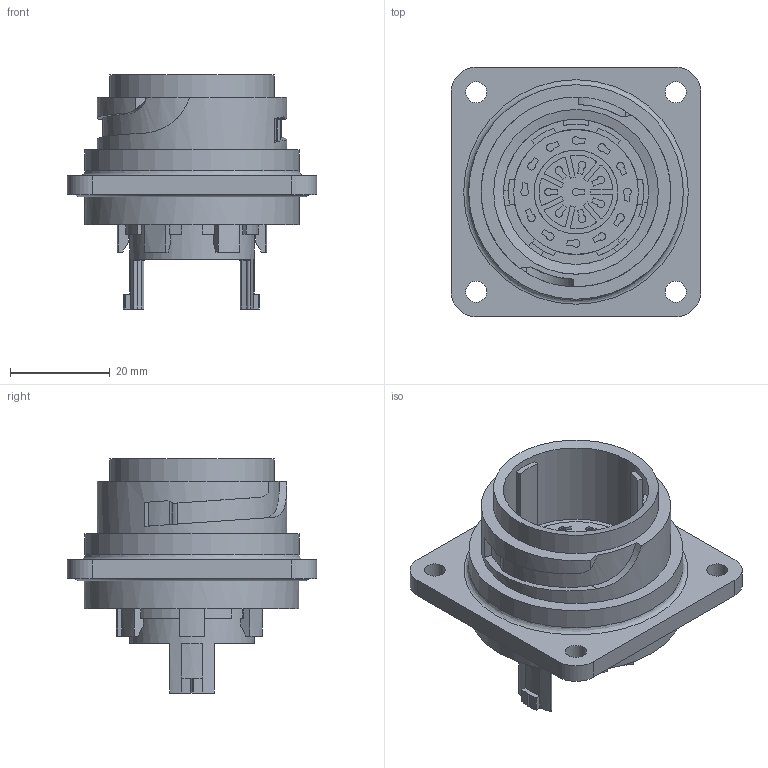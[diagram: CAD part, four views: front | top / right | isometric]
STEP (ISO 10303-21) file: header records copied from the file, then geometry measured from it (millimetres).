
FILE_DESCRIPTION(/* description */ (''),/* implementation_level */ '2;1');
FILE_NAME(/* name */ 'c016 10c019 000 2nxc001-01.stp',/* time_stamp */ '2019-06-12T15:29:47+02:00',/* author */ (''),/* organization */ (''),/* preprocessor_version */ 'ST-DEVELOPER v16.7',/* originating_system */ 'SIEMENS PLM Software NX 12.0',/* authorisation */ '');
FILE_SCHEMA (('AUTOMOTIVE_DESIGN { 1 0 10303 214 3 1 1 1 }'));
Length unit declared in the file: millimetre
Products named in the file (1): c016 10c019 000 2nxc001-01
Bounding box: 50 x 50 x 46.9 mm (x, y, z)
Volume: 27847.9 mm3; surface area: 16966.6 mm2
Topology: 1 solids, 1 shells, 807 faces, 2311 edges, 1558 vertices
Faces by surface type: plane 508, cylinder 251, cone 27, bspline 17, torus 2, extrusion 2
Full cylindrical faces by diameter (mm): 4.2 x4, 16.8 x1, 25 x2, 29.1 x1, 33 x1, 38 x1, 43 x2, 48 x1
Entity records: 32383 total; most frequent: CARTESIAN_POINT 5863, ORIENTED_EDGE 4578, DIRECTION 4316, EDGE_CURVE 2289, VERTEX_POINT 1554, AXIS2_PLACEMENT_3D 1449, VECTOR 1418, LINE 1416
